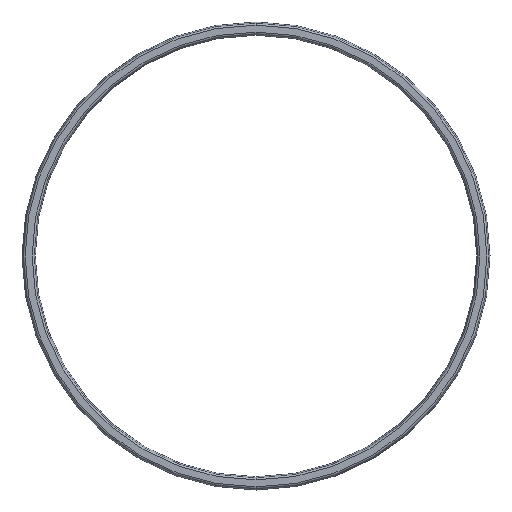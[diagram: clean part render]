
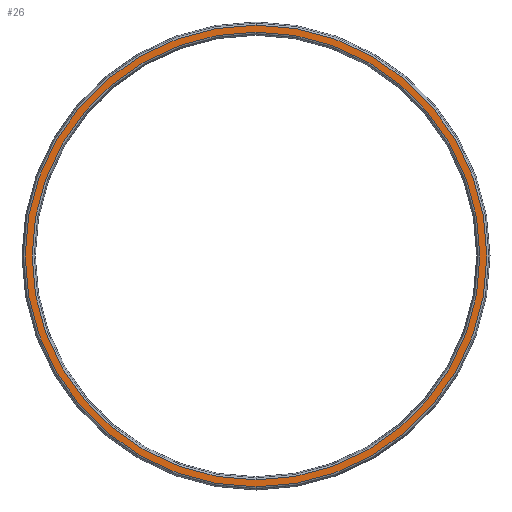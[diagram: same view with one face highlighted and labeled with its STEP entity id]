
A CAD part, front view. The second image highlights one B-rep face of the part: STEP entity #26.
In plain terms, the highlighted planar face has unit normal (0, -1, 0).
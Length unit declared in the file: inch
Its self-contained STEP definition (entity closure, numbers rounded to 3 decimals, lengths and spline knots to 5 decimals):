
#15 = ORIENTED_EDGE ( 'NONE', *, *, #521, .T. ) ;
#26 = ADVANCED_FACE ( 'NONE', ( #652, #188 ), #213, .T. ) ;
#29 = VERTEX_POINT ( 'NONE', #163 ) ;
#63 = DIRECTION ( 'NONE',  ( 0., -1., 0. ) ) ;
#109 = DIRECTION ( 'NONE',  ( 0., 0., -1. ) ) ;
#111 = EDGE_CURVE ( 'NONE', #419, #29, #657, .T. ) ;
#153 = CARTESIAN_POINT ( 'NONE',  ( 7.5, -0.3125, 0. ) ) ;
#163 = CARTESIAN_POINT ( 'NONE',  ( 7.5, -0.3125, -7.38512 ) ) ;
#181 = CARTESIAN_POINT ( 'NONE',  ( 7.5, -0.3125, 7.38512 ) ) ;
#186 = EDGE_CURVE ( 'NONE', #29, #419, #485, .T. ) ;
#188 = FACE_BOUND ( 'NONE', #462, .T. ) ;
#192 = AXIS2_PLACEMENT_3D ( 'NONE', #300, #420, #305 ) ;
#213 = PLANE ( 'NONE',  #441 ) ;
#220 = AXIS2_PLACEMENT_3D ( 'NONE', #578, #482, #517 ) ;
#237 = DIRECTION ( 'NONE',  ( 0., 1., 0. ) ) ;
#242 = VERTEX_POINT ( 'NONE', #309 ) ;
#244 = ORIENTED_EDGE ( 'NONE', *, *, #111, .T. ) ;
#264 = DIRECTION ( 'NONE',  ( 0., 0., -1. ) ) ;
#267 = VERTEX_POINT ( 'NONE', #641 ) ;
#276 = CARTESIAN_POINT ( 'NONE',  ( 7.5, -0.3125, 0. ) ) ;
#300 = CARTESIAN_POINT ( 'NONE',  ( 7.5, -0.3125, 0. ) ) ;
#303 = CIRCLE ( 'NONE', #611, 7.61488 ) ;
#305 = DIRECTION ( 'NONE',  ( 0., 0., -1. ) ) ;
#309 = CARTESIAN_POINT ( 'NONE',  ( 7.5, -0.3125, 7.61488 ) ) ;
#354 = EDGE_LOOP ( 'NONE', ( #15, #403 ) ) ;
#361 = DIRECTION ( 'NONE',  ( 0., -1., 0. ) ) ;
#403 = ORIENTED_EDGE ( 'NONE', *, *, #625, .T. ) ;
#419 = VERTEX_POINT ( 'NONE', #181 ) ;
#420 = DIRECTION ( 'NONE',  ( 0., 1., 0. ) ) ;
#429 = AXIS2_PLACEMENT_3D ( 'NONE', #276, #237, #452 ) ;
#441 = AXIS2_PLACEMENT_3D ( 'NONE', #533, #63, #264 ) ;
#452 = DIRECTION ( 'NONE',  ( 0., 0., -1. ) ) ;
#462 = EDGE_LOOP ( 'NONE', ( #568, #244 ) ) ;
#482 = DIRECTION ( 'NONE',  ( 0., -1., 0. ) ) ;
#485 = CIRCLE ( 'NONE', #192, 7.38512 ) ;
#517 = DIRECTION ( 'NONE',  ( 0., 0., -1. ) ) ;
#521 = EDGE_CURVE ( 'NONE', #267, #242, #556, .T. ) ;
#533 = CARTESIAN_POINT ( 'NONE',  ( -0.15625, -0.3125, 0. ) ) ;
#556 = CIRCLE ( 'NONE', #220, 7.61488 ) ;
#568 = ORIENTED_EDGE ( 'NONE', *, *, #186, .T. ) ;
#578 = CARTESIAN_POINT ( 'NONE',  ( 7.5, -0.3125, 0. ) ) ;
#611 = AXIS2_PLACEMENT_3D ( 'NONE', #153, #361, #109 ) ;
#625 = EDGE_CURVE ( 'NONE', #242, #267, #303, .T. ) ;
#641 = CARTESIAN_POINT ( 'NONE',  ( 7.5, -0.3125, -7.61488 ) ) ;
#652 = FACE_OUTER_BOUND ( 'NONE', #354, .T. ) ;
#657 = CIRCLE ( 'NONE', #429, 7.38512 ) ;
